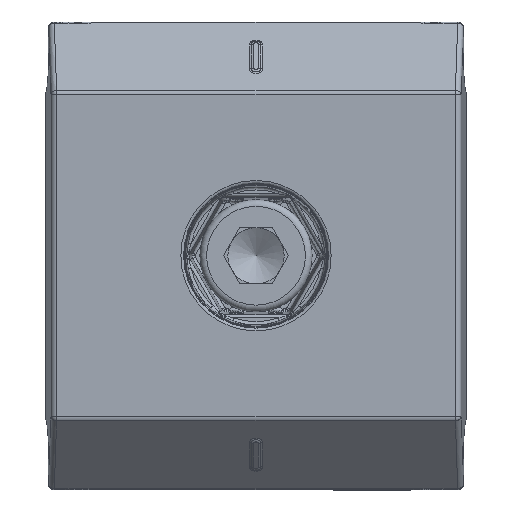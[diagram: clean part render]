
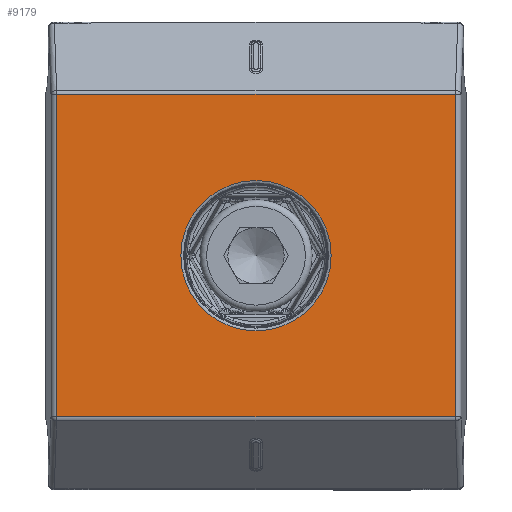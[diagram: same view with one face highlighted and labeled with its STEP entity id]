
A CAD part, top view. The second image highlights one B-rep face of the part: STEP entity #9179.
In plain terms, the highlighted planar face has unit normal (0, 0, 1).
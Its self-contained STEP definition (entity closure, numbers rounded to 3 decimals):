
#646=FACE_BOUND('',#1673,.T.);
#687=PLANE('',#10194);
#1038=FACE_OUTER_BOUND('',#1672,.T.);
#1672=EDGE_LOOP('',(#6881,#6882,#6883,#6884));
#1673=EDGE_LOOP('',(#6885,#6886));
#2306=LINE('',#16572,#2688);
#2307=LINE('',#16574,#2689);
#2308=LINE('',#16576,#2690);
#2309=LINE('',#16577,#2691);
#2688=VECTOR('',#12106,1000.);
#2689=VECTOR('',#12107,1000.);
#2690=VECTOR('',#12108,1000.);
#2691=VECTOR('',#12109,1000.);
#3084=CIRCLE('',#10003,6.697);
#3085=CIRCLE('',#10004,6.697);
#3834=VERTEX_POINT('',#14738);
#3835=VERTEX_POINT('',#14740);
#4130=VERTEX_POINT('',#16570);
#4131=VERTEX_POINT('',#16571);
#4132=VERTEX_POINT('',#16573);
#4133=VERTEX_POINT('',#16575);
#4791=EDGE_CURVE('',#3835,#3834,#3084,.T.);
#4792=EDGE_CURVE('',#3834,#3835,#3085,.T.);
#5106=EDGE_CURVE('',#4130,#4131,#2306,.T.);
#5107=EDGE_CURVE('',#4132,#4131,#2307,.T.);
#5108=EDGE_CURVE('',#4132,#4133,#2308,.T.);
#5109=EDGE_CURVE('',#4133,#4130,#2309,.T.);
#6881=ORIENTED_EDGE('',*,*,#5106,.T.);
#6882=ORIENTED_EDGE('',*,*,#5107,.F.);
#6883=ORIENTED_EDGE('',*,*,#5108,.T.);
#6884=ORIENTED_EDGE('',*,*,#5109,.T.);
#6885=ORIENTED_EDGE('',*,*,#4791,.T.);
#6886=ORIENTED_EDGE('',*,*,#4792,.T.);
#9179=ADVANCED_FACE('',(#1038,#646),#687,.T.);
#10003=AXIS2_PLACEMENT_3D('',#14741,#11652,#11653);
#10004=AXIS2_PLACEMENT_3D('',#14742,#11654,#11655);
#10194=AXIS2_PLACEMENT_3D('',#16569,#12104,#12105);
#11652=DIRECTION('center_axis',(0.,0.,-1.));
#11653=DIRECTION('ref_axis',(1.,0.,0.));
#11654=DIRECTION('center_axis',(0.,0.,-1.));
#11655=DIRECTION('ref_axis',(1.,0.,0.));
#12104=DIRECTION('center_axis',(0.,0.,1.));
#12105=DIRECTION('ref_axis',(1.,0.,0.));
#12106=DIRECTION('',(0.,-1.,0.));
#12107=DIRECTION('',(-1.,0.,0.));
#12108=DIRECTION('',(0.,1.,0.));
#12109=DIRECTION('',(-1.,0.,0.));
#14738=CARTESIAN_POINT('',(-6.697,0.,14.4));
#14740=CARTESIAN_POINT('',(6.697,0.,14.4));
#14741=CARTESIAN_POINT('Origin',(0.,0.,14.4));
#14742=CARTESIAN_POINT('Origin',(0.,0.,14.4));
#16569=CARTESIAN_POINT('Origin',(0.,0.,14.4));
#16570=CARTESIAN_POINT('',(-17.764,14.369,14.4));
#16571=CARTESIAN_POINT('',(-17.764,-14.369,14.4));
#16572=CARTESIAN_POINT('',(-17.764,0.,14.4));
#16573=CARTESIAN_POINT('',(17.764,-14.369,14.4));
#16574=CARTESIAN_POINT('',(-18.247,-14.369,14.4));
#16575=CARTESIAN_POINT('',(17.764,14.369,14.4));
#16576=CARTESIAN_POINT('',(17.764,14.576,14.4));
#16577=CARTESIAN_POINT('',(-18.247,14.369,14.4));
